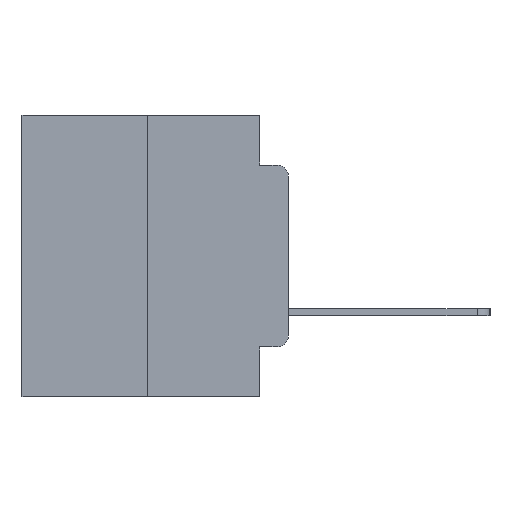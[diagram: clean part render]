
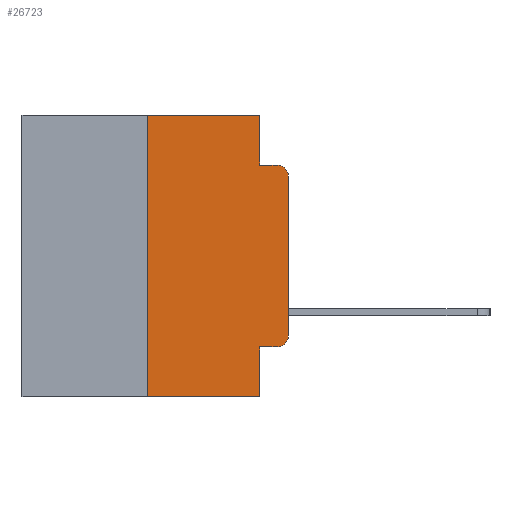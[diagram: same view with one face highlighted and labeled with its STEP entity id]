
A CAD part, left-side view. The second image highlights one B-rep face of the part: STEP entity #26723.
In plain terms, the highlighted planar face has unit normal (-1, 0, 0).
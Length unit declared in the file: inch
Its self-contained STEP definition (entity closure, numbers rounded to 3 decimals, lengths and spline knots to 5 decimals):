
#241 = CARTESIAN_POINT ( 'NONE',  ( 0., 0.473, 0. ) ) ;
#816 = ORIENTED_EDGE ( 'NONE', *, *, #1414, .F. ) ;
#852 = CARTESIAN_POINT ( 'NONE',  ( 0., 0.051, -0.0885 ) ) ;
#1006 = EDGE_CURVE ( 'NONE', #12750, #21572, #25356, .T. ) ;
#1414 = EDGE_CURVE ( 'NONE', #7840, #3674, #10116, .T. ) ;
#1527 = CARTESIAN_POINT ( 'NONE',  ( 0., 0.02, -0.0885 ) ) ;
#1841 = CARTESIAN_POINT ( 'NONE',  ( 0., 0.051, -0.4115 ) ) ;
#2445 = DIRECTION ( 'NONE',  ( 0., 0., -1. ) ) ;
#3043 = DIRECTION ( 'NONE',  ( 0., -1., 0. ) ) ;
#3153 = CARTESIAN_POINT ( 'NONE',  ( 0., 0., -0.3915 ) ) ;
#3524 = LINE ( 'NONE', #1841, #14906 ) ;
#3674 = VERTEX_POINT ( 'NONE', #23557 ) ;
#4020 = DIRECTION ( 'NONE',  ( 0., -1., 0. ) ) ;
#4240 = EDGE_CURVE ( 'NONE', #9963, #7840, #11952, .T. ) ;
#4462 = LINE ( 'NONE', #6587, #15836 ) ;
#4962 = VERTEX_POINT ( 'NONE', #25394 ) ;
#5498 = VECTOR ( 'NONE', #8485, 39.37008 ) ;
#5745 = CARTESIAN_POINT ( 'NONE',  ( 0., 0.02, -0.4115 ) ) ;
#5906 = VERTEX_POINT ( 'NONE', #1527 ) ;
#6115 = VECTOR ( 'NONE', #8546, 39.37008 ) ;
#6126 = CARTESIAN_POINT ( 'NONE',  ( 0., 0.051, -0.4115 ) ) ;
#6587 = CARTESIAN_POINT ( 'NONE',  ( 0., 0.051, 0. ) ) ;
#7142 = DIRECTION ( 'NONE',  ( -1., 0., 0. ) ) ;
#7840 = VERTEX_POINT ( 'NONE', #9181 ) ;
#8131 = VECTOR ( 'NONE', #3043, 39.37008 ) ;
#8147 = EDGE_LOOP ( 'NONE', ( #9035, #10397, #17217, #816, #8708, #17565, #9064, #15635, #21113, #11420 ) ) ;
#8485 = DIRECTION ( 'NONE',  ( 0., -1., 0. ) ) ;
#8505 = DIRECTION ( 'NONE',  ( 0., 0., 1. ) ) ;
#8546 = DIRECTION ( 'NONE',  ( 0., -1., 0. ) ) ;
#8708 = ORIENTED_EDGE ( 'NONE', *, *, #4240, .F. ) ;
#8918 = EDGE_CURVE ( 'NONE', #24119, #12750, #3524, .T. ) ;
#9035 = ORIENTED_EDGE ( 'NONE', *, *, #17635, .T. ) ;
#9064 = ORIENTED_EDGE ( 'NONE', *, *, #15557, .T. ) ;
#9120 = LINE ( 'NONE', #25072, #14681 ) ;
#9181 = CARTESIAN_POINT ( 'NONE',  ( 0., 0.051, 0. ) ) ;
#9719 = DIRECTION ( 'NONE',  ( 0., 0., -1. ) ) ;
#9963 = VERTEX_POINT ( 'NONE', #20079 ) ;
#10116 = LINE ( 'NONE', #13905, #14333 ) ;
#10142 = DIRECTION ( 'NONE',  ( -1., 0., 0. ) ) ;
#10397 = ORIENTED_EDGE ( 'NONE', *, *, #21701, .T. ) ;
#11420 = ORIENTED_EDGE ( 'NONE', *, *, #1006, .T. ) ;
#11502 = DIRECTION ( 'NONE',  ( 0., 0., 1. ) ) ;
#11919 = VECTOR ( 'NONE', #11502, 39.37008 ) ;
#11952 = LINE ( 'NONE', #14746, #5498 ) ;
#12750 = VERTEX_POINT ( 'NONE', #5745 ) ;
#13195 = PLANE ( 'NONE',  #23945 ) ;
#13292 = AXIS2_PLACEMENT_3D ( 'NONE', #22535, #10142, #24622 ) ;
#13905 = CARTESIAN_POINT ( 'NONE',  ( 0., 0.051, 0. ) ) ;
#14113 = VERTEX_POINT ( 'NONE', #19853 ) ;
#14333 = VECTOR ( 'NONE', #9719, 39.37008 ) ;
#14653 = EDGE_CURVE ( 'NONE', #4962, #9963, #23552, .T. ) ;
#14681 = VECTOR ( 'NONE', #8505, 39.37008 ) ;
#14746 = CARTESIAN_POINT ( 'NONE',  ( 0., 0.473, 0. ) ) ;
#14906 = VECTOR ( 'NONE', #4020, 39.37008 ) ;
#15286 = DIRECTION ( 'NONE',  ( 1., 0., 0. ) ) ;
#15557 = EDGE_CURVE ( 'NONE', #4962, #23457, #24808, .T. ) ;
#15635 = ORIENTED_EDGE ( 'NONE', *, *, #21945, .F. ) ;
#15836 = VECTOR ( 'NONE', #21256, 39.37008 ) ;
#16813 = CIRCLE ( 'NONE', #13292, 0.02 ) ;
#17217 = ORIENTED_EDGE ( 'NONE', *, *, #26290, .F. ) ;
#17565 = ORIENTED_EDGE ( 'NONE', *, *, #14653, .F. ) ;
#17635 = EDGE_CURVE ( 'NONE', #21572, #14113, #9120, .T. ) ;
#17995 = LINE ( 'NONE', #852, #8131 ) ;
#18404 = CARTESIAN_POINT ( 'NONE',  ( 0., 0.051, -0.5 ) ) ;
#19853 = CARTESIAN_POINT ( 'NONE',  ( 0., 0., -0.1085 ) ) ;
#20079 = CARTESIAN_POINT ( 'NONE',  ( 0., 0.25, 0. ) ) ;
#21113 = ORIENTED_EDGE ( 'NONE', *, *, #8918, .T. ) ;
#21256 = DIRECTION ( 'NONE',  ( 0., 0., -1. ) ) ;
#21348 = DIRECTION ( 'NONE',  ( 0., 0., -1. ) ) ;
#21572 = VERTEX_POINT ( 'NONE', #3153 ) ;
#21701 = EDGE_CURVE ( 'NONE', #14113, #5906, #16813, .T. ) ;
#21945 = EDGE_CURVE ( 'NONE', #24119, #23457, #4462, .T. ) ;
#22535 = CARTESIAN_POINT ( 'NONE',  ( 0., 0.02, -0.1085 ) ) ;
#23020 = CARTESIAN_POINT ( 'NONE',  ( 0., 0.473, -0.5 ) ) ;
#23457 = VERTEX_POINT ( 'NONE', #18404 ) ;
#23552 = LINE ( 'NONE', #25990, #11919 ) ;
#23557 = CARTESIAN_POINT ( 'NONE',  ( 0., 0.051, -0.0885 ) ) ;
#23898 = AXIS2_PLACEMENT_3D ( 'NONE', #24746, #7142, #21348 ) ;
#23945 = AXIS2_PLACEMENT_3D ( 'NONE', #241, #15286, #2445 ) ;
#24119 = VERTEX_POINT ( 'NONE', #6126 ) ;
#24622 = DIRECTION ( 'NONE',  ( 0., 0., -1. ) ) ;
#24745 = FACE_OUTER_BOUND ( 'NONE', #8147, .T. ) ;
#24746 = CARTESIAN_POINT ( 'NONE',  ( 0., 0.02, -0.3915 ) ) ;
#24808 = LINE ( 'NONE', #23020, #6115 ) ;
#25072 = CARTESIAN_POINT ( 'NONE',  ( 0., 0., 0. ) ) ;
#25356 = CIRCLE ( 'NONE', #23898, 0.02 ) ;
#25394 = CARTESIAN_POINT ( 'NONE',  ( 0., 0.25, -0.5 ) ) ;
#25990 = CARTESIAN_POINT ( 'NONE',  ( 0., 0.25, 0. ) ) ;
#26290 = EDGE_CURVE ( 'NONE', #3674, #5906, #17995, .T. ) ;
#26723 = ADVANCED_FACE ( 'NONE', ( #24745 ), #13195, .F. ) ;
